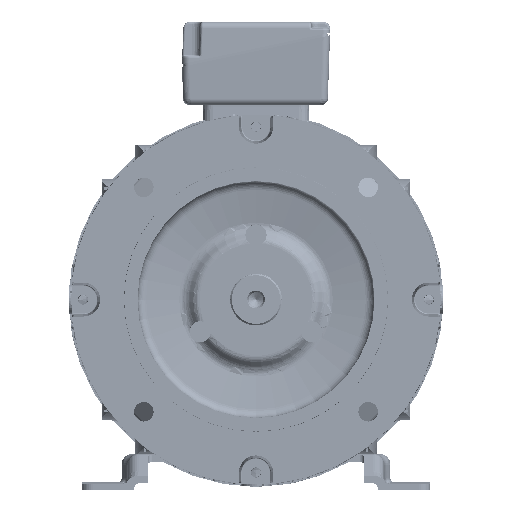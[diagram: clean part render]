
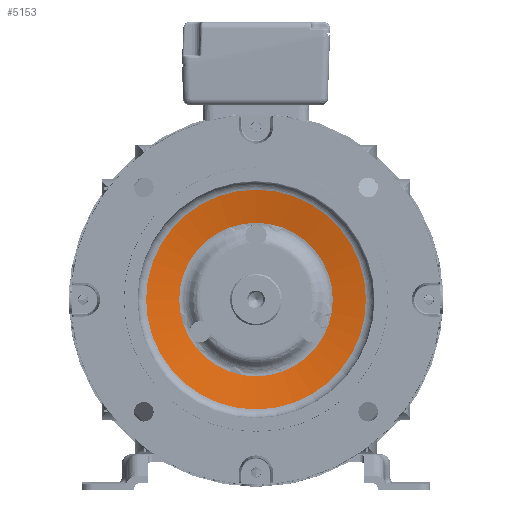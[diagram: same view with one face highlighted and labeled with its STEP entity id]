
A CAD part, left-side view. The second image highlights one B-rep face of the part: STEP entity #5153.
In plain terms, the highlighted conical face has half-angle 79.903 degrees and reference radius 72.602 mm.
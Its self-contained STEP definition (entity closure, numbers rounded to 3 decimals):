
#5153 = ADVANCED_FACE( '', ( #13722, #13723 ), #13724, .F. );
#13722 = FACE_OUTER_BOUND( '', #33686, .T. );
#13723 = FACE_BOUND( '', #33687, .T. );
#13724 = CONICAL_SURFACE( '', #33688, 72.602, 1.395 );
#33686 = EDGE_LOOP( '', ( #89167 ) );
#33687 = EDGE_LOOP( '', ( #89168 ) );
#33688 = AXIS2_PLACEMENT_3D( '', #89169, #89170, #89171 );
#89167 = ORIENTED_EDGE( '', *, *, #121416, .T. );
#89168 = ORIENTED_EDGE( '', *, *, #119425, .F. );
#89169 = CARTESIAN_POINT( '', ( -61.852, 160.5, 0. ) );
#89170 = DIRECTION( '', ( -1., 0., 0. ) );
#89171 = DIRECTION( '', ( 0., 0., -1. ) );
#119425 = EDGE_CURVE( '', #134341, #134341, #134342, .T. );
#121416 = EDGE_CURVE( '', #137777, #137777, #137778, .T. );
#134341 = VERTEX_POINT( '', #159752 );
#134342 = CIRCLE( '', #159753, 72.602 );
#137777 = VERTEX_POINT( '', #170111 );
#137778 = CIRCLE( '', #170112, 103.908 );
#159752 = CARTESIAN_POINT( '', ( -61.852, 160.5, -72.602 ) );
#159753 = AXIS2_PLACEMENT_3D( '', #217507, #217508, #217509 );
#170111 = CARTESIAN_POINT( '', ( -67.427, 160.5, -103.908 ) );
#170112 = AXIS2_PLACEMENT_3D( '', #219903, #219904, #219905 );
#217507 = CARTESIAN_POINT( '', ( -61.852, 160.5, 0. ) );
#217508 = DIRECTION( '', ( -1., 0., 0. ) );
#217509 = DIRECTION( '', ( 0., 0., -1. ) );
#219903 = CARTESIAN_POINT( '', ( -67.427, 160.5, 0. ) );
#219904 = DIRECTION( '', ( -1., 0., 0. ) );
#219905 = DIRECTION( '', ( 0., 0., -1. ) );
